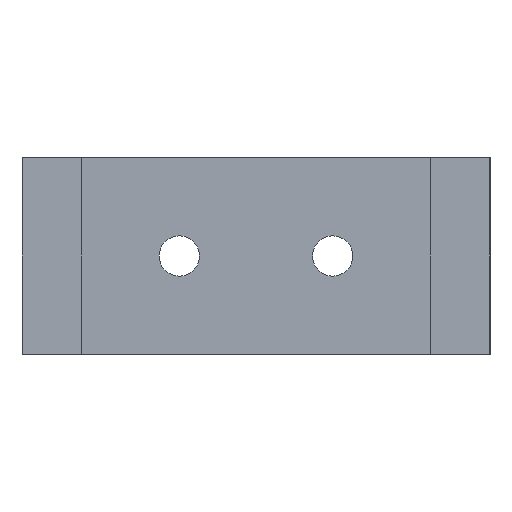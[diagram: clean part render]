
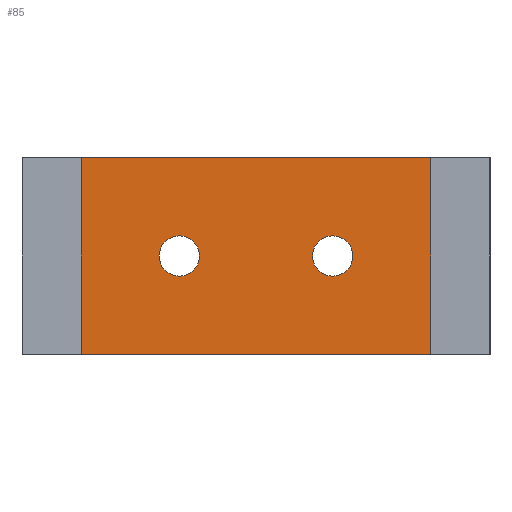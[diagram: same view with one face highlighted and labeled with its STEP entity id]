
A CAD part, left-side view. The second image highlights one B-rep face of the part: STEP entity #85.
In plain terms, the highlighted planar face has unit normal (-1, 0, 0).
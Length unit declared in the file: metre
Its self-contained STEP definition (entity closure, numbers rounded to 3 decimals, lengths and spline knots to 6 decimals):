
#85 = ADVANCED_FACE( '', ( #181, #182, #183 ), #184, .F. );
#181 = FACE_BOUND( '', #276, .T. );
#182 = FACE_BOUND( '', #277, .T. );
#183 = FACE_OUTER_BOUND( '', #278, .T. );
#184 = PLANE( '', #279 );
#276 = EDGE_LOOP( '', ( #474 ) );
#277 = EDGE_LOOP( '', ( #475 ) );
#278 = EDGE_LOOP( '', ( #476, #477, #478, #479 ) );
#279 = AXIS2_PLACEMENT_3D( '', #480, #481, #482 );
#474 = ORIENTED_EDGE( '', *, *, #568, .F. );
#475 = ORIENTED_EDGE( '', *, *, #591, .F. );
#476 = ORIENTED_EDGE( '', *, *, #594, .T. );
#477 = ORIENTED_EDGE( '', *, *, #617, .F. );
#478 = ORIENTED_EDGE( '', *, *, #606, .F. );
#479 = ORIENTED_EDGE( '', *, *, #619, .T. );
#480 = CARTESIAN_POINT( '', ( -0.034718, 0.009552, 0.01 ) );
#481 = DIRECTION( '', ( 1., 0., 0. ) );
#482 = DIRECTION( '', ( 0., 0., -1. ) );
#568 = EDGE_CURVE( '', #685, #685, #686, .T. );
#591 = EDGE_CURVE( '', #721, #721, #722, .T. );
#594 = EDGE_CURVE( '', #726, #724, #727, .T. );
#606 = EDGE_CURVE( '', #742, #744, #745, .T. );
#617 = EDGE_CURVE( '', #744, #724, #758, .T. );
#619 = EDGE_CURVE( '', #742, #726, #760, .T. );
#685 = VERTEX_POINT( '', #851 );
#686 = CIRCLE( '', #852, 0.001025 );
#721 = VERTEX_POINT( '', #899 );
#722 = CIRCLE( '', #900, 0.001025 );
#724 = VERTEX_POINT( '', #902 );
#726 = VERTEX_POINT( '', #905 );
#727 = LINE( '', #906, #907 );
#742 = VERTEX_POINT( '', #929 );
#744 = VERTEX_POINT( '', #932 );
#745 = LINE( '', #933, #934 );
#758 = LINE( '', #955, #956 );
#760 = LINE( '', #958, #959 );
#851 = CARTESIAN_POINT( '', ( -0.034718, 0.004552, 0.006025 ) );
#852 = AXIS2_PLACEMENT_3D( '', #1001, #1002, #1003 );
#899 = CARTESIAN_POINT( '', ( -0.034718, -0.003238, 0.006025 ) );
#900 = AXIS2_PLACEMENT_3D( '', #1028, #1029, #1030 );
#902 = CARTESIAN_POINT( '', ( -0.034718, -0.008238, 0. ) );
#905 = CARTESIAN_POINT( '', ( -0.034718, 0.009552, 0. ) );
#906 = CARTESIAN_POINT( '', ( -0.034718, 0.009552, 0. ) );
#907 = VECTOR( '', #1032, 1. );
#929 = CARTESIAN_POINT( '', ( -0.034718, 0.009552, 0.01 ) );
#932 = CARTESIAN_POINT( '', ( -0.034718, -0.008238, 0.01 ) );
#933 = CARTESIAN_POINT( '', ( -0.034718, 0.009552, 0.01 ) );
#934 = VECTOR( '', #1041, 1. );
#955 = CARTESIAN_POINT( '', ( -0.034718, -0.008238, 0.01 ) );
#956 = VECTOR( '', #1050, 1. );
#958 = CARTESIAN_POINT( '', ( -0.034718, 0.009552, 0.01 ) );
#959 = VECTOR( '', #1051, 1. );
#1001 = CARTESIAN_POINT( '', ( -0.034718, 0.004552, 0.005 ) );
#1002 = DIRECTION( '', ( -1., 0., 0. ) );
#1003 = DIRECTION( '', ( 0., 0., 1. ) );
#1028 = CARTESIAN_POINT( '', ( -0.034718, -0.003238, 0.005 ) );
#1029 = DIRECTION( '', ( -1., 0., 0. ) );
#1030 = DIRECTION( '', ( 0., 0., 1. ) );
#1032 = DIRECTION( '', ( 0., -1., 0. ) );
#1041 = DIRECTION( '', ( 0., -1., 0. ) );
#1050 = DIRECTION( '', ( 0., 0., -1. ) );
#1051 = DIRECTION( '', ( 0., 0., -1. ) );
